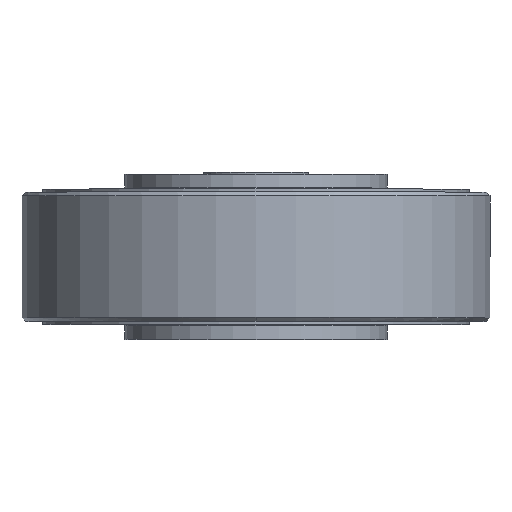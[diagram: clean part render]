
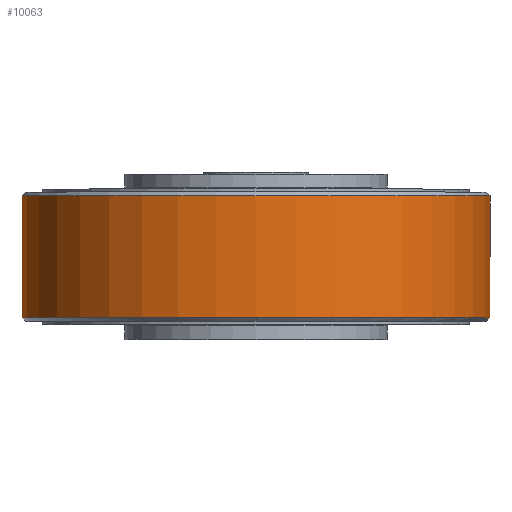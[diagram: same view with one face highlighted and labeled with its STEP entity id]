
A CAD part, top view. The second image highlights one B-rep face of the part: STEP entity #10063.
In plain terms, the highlighted cylindrical face has radius 62.5 mm (diameter 125 mm), a partial arc.
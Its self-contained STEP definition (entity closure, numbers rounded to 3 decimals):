
#1222 = CARTESIAN_POINT ( 'NONE',  ( -15.684, 33.5, -60.5 ) ) ;
#1916 = LINE ( 'NONE', #14506, #2510 ) ;
#2393 = CARTESIAN_POINT ( 'NONE',  ( -15.684, 34.5, -60.5 ) ) ;
#2510 = VECTOR ( 'NONE', #15761, 1000. ) ;
#2718 = ORIENTED_EDGE ( 'NONE', *, *, #14277, .T. ) ;
#3871 = VERTEX_POINT ( 'NONE', #1222 ) ;
#4261 = CARTESIAN_POINT ( 'NONE',  ( 15.684, 33.5, -60.5 ) ) ;
#5579 = ORIENTED_EDGE ( 'NONE', *, *, #5610, .F. ) ;
#5610 = EDGE_CURVE ( 'NONE', #11435, #12417, #1916, .T. ) ;
#5742 = CYLINDRICAL_SURFACE ( 'NONE', #16377, 62.5 ) ;
#5913 = DIRECTION ( 'NONE',  ( 0., -1., 0. ) ) ;
#5964 = CIRCLE ( 'NONE', #11017, 62.5 ) ;
#5993 = CARTESIAN_POINT ( 'NONE',  ( 0., 1., 62.5 ) ) ;
#6384 = CARTESIAN_POINT ( 'NONE',  ( 15.684, 1., -60.5 ) ) ;
#6945 = CARTESIAN_POINT ( 'NONE',  ( 0., 33.5, 0. ) ) ;
#7341 = EDGE_CURVE ( 'NONE', #11435, #3871, #12555, .T. ) ;
#7364 = AXIS2_PLACEMENT_3D ( 'NONE', #6945, #8101, #7812 ) ;
#7766 = VERTEX_POINT ( 'NONE', #9690 ) ;
#7812 = DIRECTION ( 'NONE',  ( 0., 0., 1. ) ) ;
#8071 = DIRECTION ( 'NONE',  ( 0., 0., 1. ) ) ;
#8101 = DIRECTION ( 'NONE',  ( 0., -1., 0. ) ) ;
#8133 = DIRECTION ( 'NONE',  ( 0., 1., 0. ) ) ;
#8526 = DIRECTION ( 'NONE',  ( 0., 0., -1. ) ) ;
#9690 = CARTESIAN_POINT ( 'NONE',  ( -15.684, 1., -60.5 ) ) ;
#9764 = DIRECTION ( 'NONE',  ( 0., 1., 0. ) ) ;
#9919 = FACE_OUTER_BOUND ( 'NONE', #11618, .T. ) ;
#9993 = ORIENTED_EDGE ( 'NONE', *, *, #10943, .T. ) ;
#10063 = ADVANCED_FACE ( 'NONE', ( #9919 ), #5742, .T. ) ;
#10943 = EDGE_CURVE ( 'NONE', #3871, #7766, #11927, .T. ) ;
#10993 = ORIENTED_EDGE ( 'NONE', *, *, #11471, .T. ) ;
#11017 = AXIS2_PLACEMENT_3D ( 'NONE', #15629, #8133, #8071 ) ;
#11435 = VERTEX_POINT ( 'NONE', #4261 ) ;
#11471 = EDGE_CURVE ( 'NONE', #7766, #15926, #5964, .T. ) ;
#11618 = EDGE_LOOP ( 'NONE', ( #5579, #11651, #9993, #10993, #2718 ) ) ;
#11651 = ORIENTED_EDGE ( 'NONE', *, *, #7341, .T. ) ;
#11927 = LINE ( 'NONE', #2393, #13904 ) ;
#12413 = AXIS2_PLACEMENT_3D ( 'NONE', #13683, #9764, #16054 ) ;
#12417 = VERTEX_POINT ( 'NONE', #6384 ) ;
#12555 = CIRCLE ( 'NONE', #7364, 62.5 ) ;
#13683 = CARTESIAN_POINT ( 'NONE',  ( 0., 1., 0. ) ) ;
#13904 = VECTOR ( 'NONE', #5913, 1000. ) ;
#14277 = EDGE_CURVE ( 'NONE', #15926, #12417, #16215, .T. ) ;
#14506 = CARTESIAN_POINT ( 'NONE',  ( 15.684, 34.5, -60.5 ) ) ;
#14765 = CARTESIAN_POINT ( 'NONE',  ( 0., 34.5, 0. ) ) ;
#14818 = DIRECTION ( 'NONE',  ( 0., -1., 0. ) ) ;
#15629 = CARTESIAN_POINT ( 'NONE',  ( 0., 1., 0. ) ) ;
#15761 = DIRECTION ( 'NONE',  ( 0., -1., 0. ) ) ;
#15926 = VERTEX_POINT ( 'NONE', #5993 ) ;
#16054 = DIRECTION ( 'NONE',  ( 0., 0., 1. ) ) ;
#16215 = CIRCLE ( 'NONE', #12413, 62.5 ) ;
#16377 = AXIS2_PLACEMENT_3D ( 'NONE', #14765, #14818, #8526 ) ;
